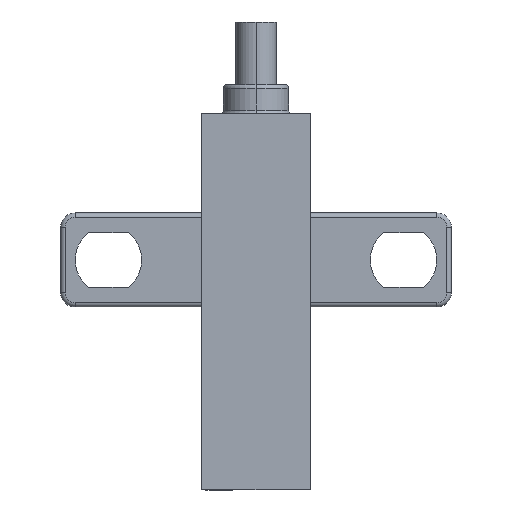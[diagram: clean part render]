
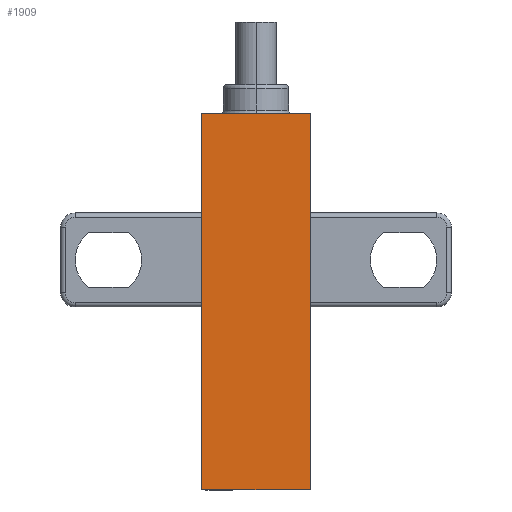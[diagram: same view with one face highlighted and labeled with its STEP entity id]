
A CAD part, left-side view. The second image highlights one B-rep face of the part: STEP entity #1909.
In plain terms, the highlighted planar face has unit normal (-1, 0, 0).
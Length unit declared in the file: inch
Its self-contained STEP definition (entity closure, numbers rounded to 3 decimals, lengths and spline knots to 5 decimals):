
#289 = PLANE ( 'NONE',  #4293 ) ;
#355 = EDGE_CURVE ( 'NONE', #5045, #2071, #3785, .T. ) ;
#369 = DIRECTION ( 'NONE',  ( 0., -1., 0. ) ) ;
#644 = VECTOR ( 'NONE', #1345, 39.37008 ) ;
#763 = DIRECTION ( 'NONE',  ( 0., 0., 1. ) ) ;
#796 = ORIENTED_EDGE ( 'NONE', *, *, #3820, .T. ) ;
#843 = VECTOR ( 'NONE', #369, 39.37008 ) ;
#1010 = LINE ( 'NONE', #4276, #644 ) ;
#1185 = DIRECTION ( 'NONE',  ( 0., 1., 0. ) ) ;
#1345 = DIRECTION ( 'NONE',  ( 0., 0., -1. ) ) ;
#1762 = FACE_OUTER_BOUND ( 'NONE', #1956, .T. ) ;
#1909 = ADVANCED_FACE ( 'NONE', ( #1762 ), #289, .F. ) ;
#1956 = EDGE_LOOP ( 'NONE', ( #5306, #796, #3365, #5671 ) ) ;
#2071 = VERTEX_POINT ( 'NONE', #4945 ) ;
#2222 = CARTESIAN_POINT ( 'NONE',  ( 2.39173, -0.26047, 0.6667 ) ) ;
#2288 = CARTESIAN_POINT ( 'NONE',  ( 2.39173, -0.26047, -0.35693 ) ) ;
#2394 = EDGE_CURVE ( 'NONE', #5885, #5403, #1010, .T. ) ;
#2694 = CARTESIAN_POINT ( 'NONE',  ( 2.39173, 0., 0. ) ) ;
#2812 = VECTOR ( 'NONE', #1185, 39.37008 ) ;
#3206 = DIRECTION ( 'NONE',  ( 1., 0., 0. ) ) ;
#3298 = CARTESIAN_POINT ( 'NONE',  ( 2.39173, -0.55575, 0.6667 ) ) ;
#3365 = ORIENTED_EDGE ( 'NONE', *, *, #355, .T. ) ;
#3742 = CARTESIAN_POINT ( 'NONE',  ( 2.39173, -0.55575, -0.35693 ) ) ;
#3785 = LINE ( 'NONE', #3298, #5238 ) ;
#3820 = EDGE_CURVE ( 'NONE', #5403, #5045, #4778, .T. ) ;
#4107 = LINE ( 'NONE', #2222, #2812 ) ;
#4116 = EDGE_CURVE ( 'NONE', #2071, #5885, #4107, .T. ) ;
#4275 = CARTESIAN_POINT ( 'NONE',  ( 2.39173, -0.55575, -0.35693 ) ) ;
#4276 = CARTESIAN_POINT ( 'NONE',  ( 2.39173, -0.26047, -0.35693 ) ) ;
#4293 = AXIS2_PLACEMENT_3D ( 'NONE', #2694, #3206, #6158 ) ;
#4778 = LINE ( 'NONE', #3742, #843 ) ;
#4825 = CARTESIAN_POINT ( 'NONE',  ( 2.39173, -0.26047, 0.6667 ) ) ;
#4945 = CARTESIAN_POINT ( 'NONE',  ( 2.39173, -0.55575, 0.6667 ) ) ;
#5045 = VERTEX_POINT ( 'NONE', #4275 ) ;
#5238 = VECTOR ( 'NONE', #763, 39.37008 ) ;
#5306 = ORIENTED_EDGE ( 'NONE', *, *, #2394, .T. ) ;
#5403 = VERTEX_POINT ( 'NONE', #2288 ) ;
#5671 = ORIENTED_EDGE ( 'NONE', *, *, #4116, .T. ) ;
#5885 = VERTEX_POINT ( 'NONE', #4825 ) ;
#6158 = DIRECTION ( 'NONE',  ( 0., 0., -1. ) ) ;
